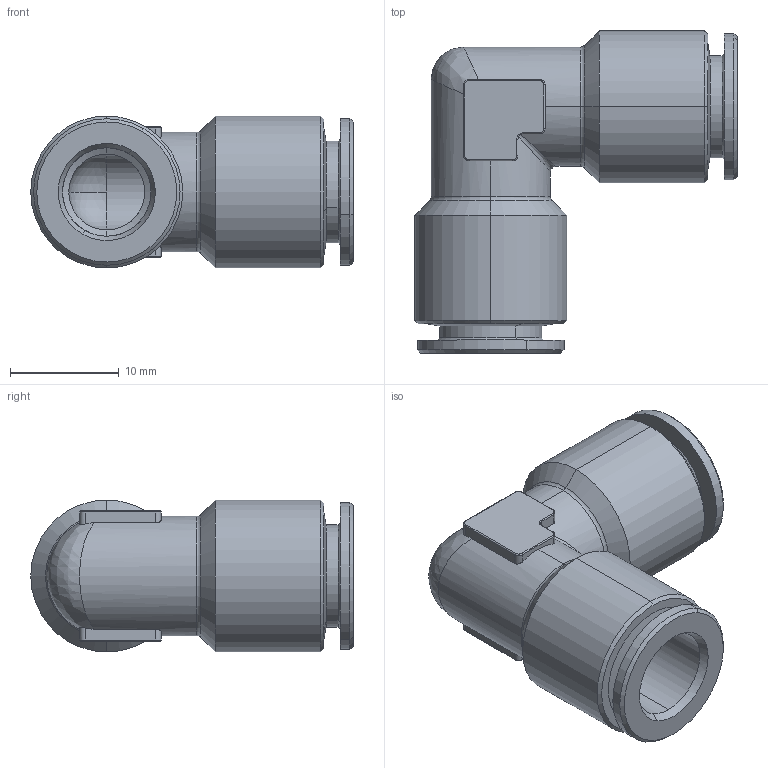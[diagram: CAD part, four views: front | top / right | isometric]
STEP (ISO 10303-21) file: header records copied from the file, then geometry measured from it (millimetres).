
FILE_DESCRIPTION (( 'STEP AP203' ), '1' );
FILE_NAME ('A0180040.STEP', '2009-04-07T09:32:37', ( 'UT1' ), ( 'sopra-pneumatic' ), 'SwSTEP 2.0', 'SolidWorks 2009', '' );
FILE_SCHEMA (( 'CONFIG_CONTROL_DESIGN' ));
Length unit declared in the file: millimetre
Products named in the file (1): A0180040
Bounding box: 29.7 x 29.7 x 14 mm (x, y, z)
Volume: 3482.8 mm3; surface area: 3417 mm2
Topology: 1 solids, 1 shells, 116 faces, 268 edges, 156 vertices
Faces by surface type: cylinder 48, cone 28, plane 20, torus 16, sphere 2, bspline 2
Entity records: 3508 total; most frequent: CARTESIAN_POINT 778, DIRECTION 604, ORIENTED_EDGE 532, EDGE_CURVE 266, AXIS2_PLACEMENT_3D 248, VERTEX_POINT 156, CIRCLE 133, EDGE_LOOP 122
